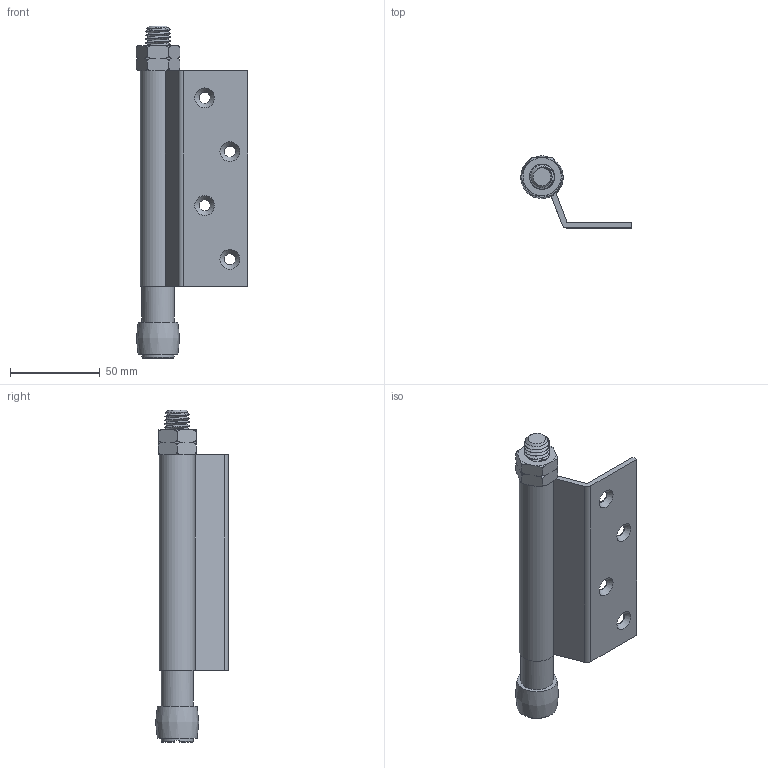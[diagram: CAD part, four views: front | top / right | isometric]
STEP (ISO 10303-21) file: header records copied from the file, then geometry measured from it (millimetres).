
FILE_DESCRIPTION(/* description */ (''),/* implementation_level */ '2;1');
FILE_NAME(/* name */ '1106E.stp',/* time_stamp */ '2016-01-26T14:38:46+01:00',/* author */ ('Giuliano'),/* organization */ (''),/* preprocessor_version */ 'ST-DEVELOPER v15.6',/* originating_system */ 'Autodesk Inventor 2015',/* authorisation */ '');
FILE_SCHEMA (('AUTOMOTIVE_DESIGN { 1 0 10303 214 3 1 1 }'));
Length unit declared in the file: millimetre
Products named in the file (1): Pièce6
Bounding box: 62.12 x 40.5 x 185 mm (x, y, z)
Volume: 75702.3 mm3; surface area: 42612.3 mm2
Topology: 1 solids, 1 shells, 93 faces, 259 edges, 171 vertices
Faces by surface type: plane 30, torus 27, cylinder 27, cone 6, bspline 3
Full cylindrical faces by diameter (mm): 6.2 x4, 13.9 x9, 14.3 x1, 14.5 x1, 18 x2, 18.5 x1
Entity records: 5848 total; most frequent: CARTESIAN_POINT 3755, ORIENTED_EDGE 412, DIRECTION 375, EDGE_CURVE 206, AXIS2_PLACEMENT_3D 156, VERTEX_POINT 144, EDGE_LOOP 114, STYLED_ITEM 84
